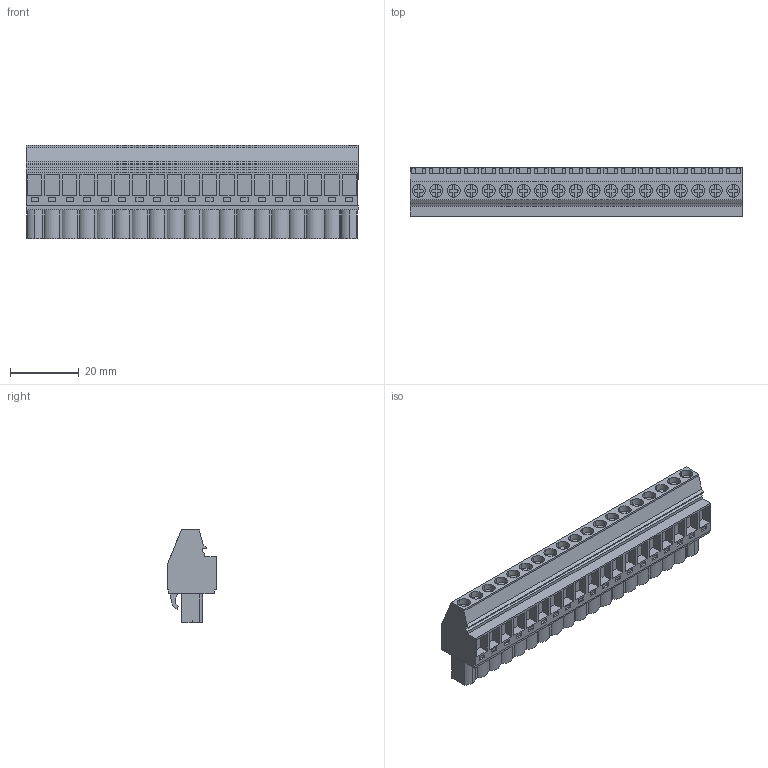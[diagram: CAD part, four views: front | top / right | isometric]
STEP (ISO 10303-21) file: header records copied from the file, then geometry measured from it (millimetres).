
FILE_DESCRIPTION(('CATIA V5 STEP','CAx-IF Rec.Pracs.--- Model Styling and Organization---1.2---2011-12-15'),'2;1');
FILE_NAME ('D1460137_0_1948960000_1948960000.stp','2017-09-09T07:54:49+00:00',('none'),('Weidmueller'),'CATIA Version 5-6 Release 2014','CATIA V5 STEP AP214','none');
FILE_SCHEMA(('AUTOMOTIVE_DESIGN { 1 0 10303 214 1 1 1 1 }'));
Length unit declared in the file: millimetre
Products named in the file (1): 1948960000
Bounding box: 96.52 x 14.1 x 27.1 mm (x, y, z)
Volume: 21885.2 mm3; surface area: 12672.6 mm2
Topology: 20 solids, 20 shells, 1220 faces, 3427 edges, 2324 vertices
Faces by surface type: plane 1047, cylinder 169, extrusion 4
Entity records: 36824 total; most frequent: CARTESIAN_POINT 7092, ORIENTED_EDGE 6854, DIRECTION 4893, EDGE_CURVE 3427, VECTOR 3009, LINE 3005, VERTEX_POINT 2324, EDGE_LOOP 1299
